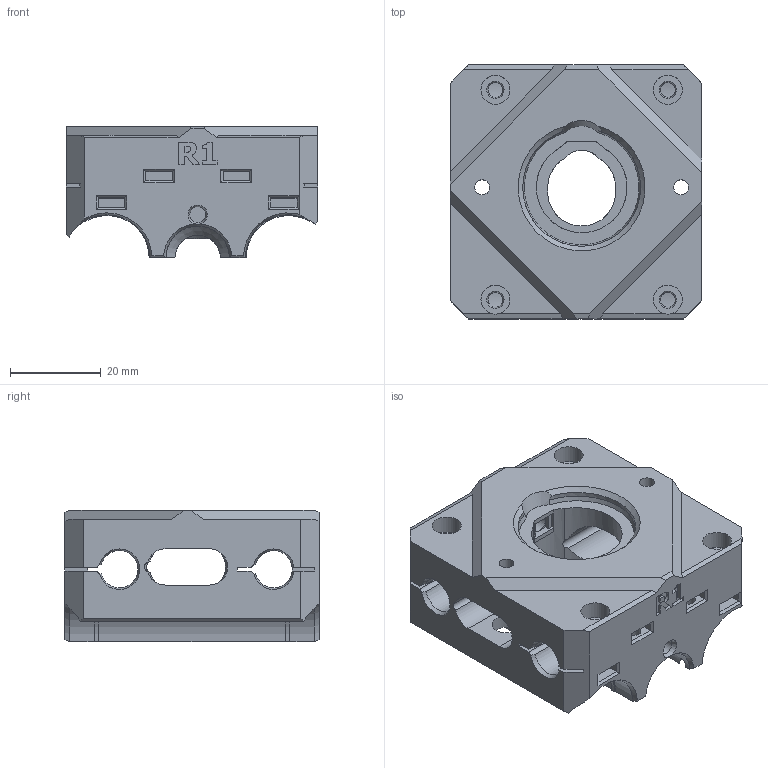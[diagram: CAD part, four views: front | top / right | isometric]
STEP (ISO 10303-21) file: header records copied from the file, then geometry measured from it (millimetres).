
FILE_DESCRIPTION(/* description */ (''),/* implementation_level */ '2;1');
FILE_NAME(/* name */ 'MINI-z-carriage-front.stp',/* time_stamp */ '2019',/* author */ ('Robert Turinsky'),/* organization */ (''),/* preprocessor_version */ 'ST-DEVELOPER v17.2',/* originating_system */ 'Autodesk Inventor 2019',/* authorisation */ '');
FILE_SCHEMA (('AUTOMOTIVE_DESIGN { 1 0 10303 214 3 1 1 }'));
Length unit declared in the file: millimetre
Products named in the file (1): x-carriage-front_mirrored
Bounding box: 55.5 x 56 x 29 mm (x, y, z)
Volume: 46143.4 mm3; surface area: 29177.5 mm2
Topology: 1 solids, 75 shells, 865 faces, 2068 edges, 1360 vertices
Faces by surface type: plane 763, cylinder 67, cone 25, bspline 10
Full cylindrical faces by diameter (mm): 3.3 x14, 3.45 x2, 3.5 x8, 4 x1, 6.4 x6
Entity records: 25902 total; most frequent: CARTESIAN_POINT 5013, ORIENTED_EDGE 4136, DIRECTION 3903, EDGE_CURVE 2068, LINE 1777, VECTOR 1777, VERTEX_POINT 1360, AXIS2_PLACEMENT_3D 1063
